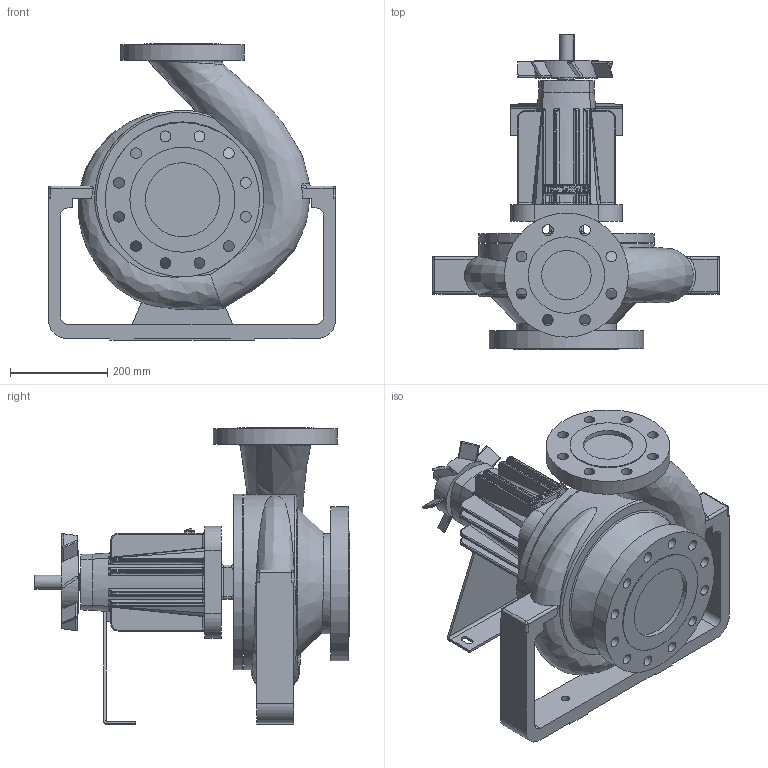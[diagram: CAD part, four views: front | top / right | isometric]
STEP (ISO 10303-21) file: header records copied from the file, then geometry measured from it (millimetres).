
FILE_DESCRIPTION(/* description */ ('Unknown'),/* implementation_level */ '2;1');
FILE_NAME(/* name */ 'CTP 4x6x10',/* time_stamp */ '2016-06-28T11:40:44+02:00',/* author */ ('Unknown'),/* organization */ ('Unknown'),/* preprocessor_version */ 'ST-DEVELOPER v16',/* originating_system */ 'DEX',/* authorisation */ $);
FILE_SCHEMA (('AUTOMOTIVE_DESIGN {1 0 10303 214 3 1 1}'));
Length unit declared in the file: millimetre
Products named in the file (1): Maatschets3D CTP pump only
Bounding box: 590.55 x 647.7 x 609.6 mm (x, y, z)
Volume: 36996105.6 mm3; surface area: 1740770.6 mm2
Topology: 1 solids, 1 shells, 795 faces, 2022 edges, 1173 vertices
Faces by surface type: plane 264, cylinder 258, bspline 196, torus 46, sphere 28, cone 3
Full cylindrical faces by diameter (mm): 16 x2, 22.225 x20, 28.563 x2, 35 x1, 101.6 x1, 117 x1, 130 x1, 152.4 x1, 157.162 x1, 206 x1, 215.9 x1, 255 x1, 280 x1, 317.5 x1, 361 x2
Entity records: 40647 total; most frequent: CARTESIAN_POINT 17808, ORIENTED_EDGE 3720, DIRECTION 3257, EDGE_CURVE 1860, AXIS2_PLACEMENT_3D 1244, VERTEX_POINT 1141, EDGE_LOOP 919, FACE_BOUND 919
